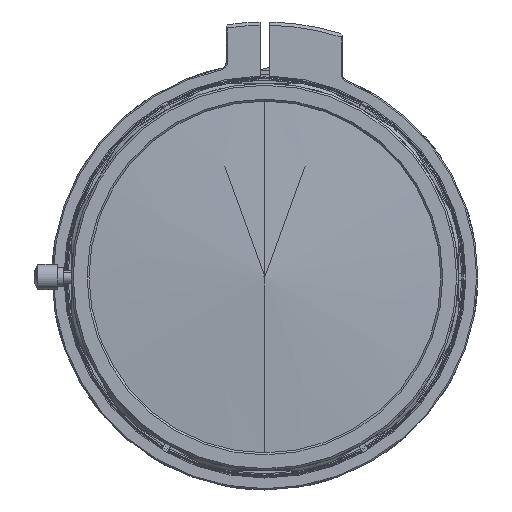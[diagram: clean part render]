
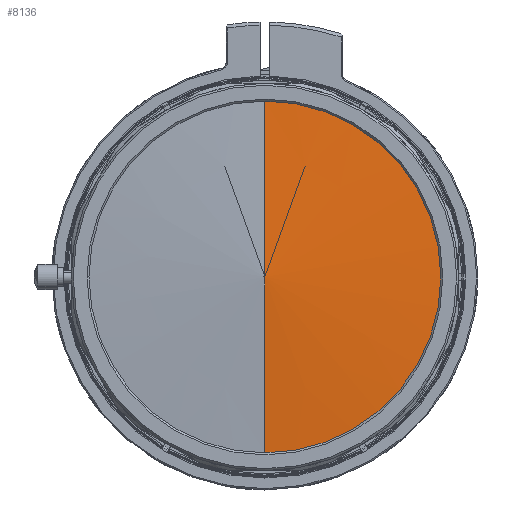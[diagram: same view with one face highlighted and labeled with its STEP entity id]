
A CAD part, left-side view. The second image highlights one B-rep face of the part: STEP entity #8136.
In plain terms, the highlighted conical face has half-angle 86.303 degrees and reference radius 28.908 mm.
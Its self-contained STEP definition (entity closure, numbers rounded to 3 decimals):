
#656 = FACE_OUTER_BOUND ( 'NONE', #2086, .T. ) ;
#1031 = CARTESIAN_POINT ( 'NONE',  ( 1.761, 0., 0. ) ) ;
#1077 = CONICAL_SURFACE ( 'NONE', #14732, 28.908, 1.506 ) ;
#1973 = ORIENTED_EDGE ( 'NONE', *, *, #15461, .F. ) ;
#2086 = EDGE_LOOP ( 'NONE', ( #1973, #9499, #13762 ) ) ;
#2180 = AXIS2_PLACEMENT_3D ( 'NONE', #1031, #13019, #8996 ) ;
#3223 = VECTOR ( 'NONE', #14359, 1000. ) ;
#3889 = CIRCLE ( 'NONE', #2180, 27.25 ) ;
#5424 = VECTOR ( 'NONE', #10583, 1000. ) ;
#5613 = VERTEX_POINT ( 'NONE', #15768 ) ;
#5639 = EDGE_CURVE ( 'NONE', #9564, #5613, #3889, .T. ) ;
#6001 = DIRECTION ( 'NONE',  ( 0., 0., -1. ) ) ;
#6578 = EDGE_CURVE ( 'NONE', #9742, #5613, #16620, .T. ) ;
#7021 = CARTESIAN_POINT ( 'NONE',  ( 0., 0., 0. ) ) ;
#7171 = CARTESIAN_POINT ( 'NONE',  ( 1.868, 0., 0. ) ) ;
#8136 = ADVANCED_FACE ( 'NONE', ( #656 ), #1077, .T. ) ;
#8996 = DIRECTION ( 'NONE',  ( 0., 0., -1. ) ) ;
#9499 = ORIENTED_EDGE ( 'NONE', *, *, #6578, .T. ) ;
#9564 = VERTEX_POINT ( 'NONE', #10985 ) ;
#9742 = VERTEX_POINT ( 'NONE', #7021 ) ;
#10583 = DIRECTION ( 'NONE',  ( 0.064, 0., 0.998 ) ) ;
#10985 = CARTESIAN_POINT ( 'NONE',  ( 1.761, 0., 27.25 ) ) ;
#11209 = DIRECTION ( 'NONE',  ( 1., 0., 0. ) ) ;
#11661 = CARTESIAN_POINT ( 'NONE',  ( 1.868, 0., -28.908 ) ) ;
#13019 = DIRECTION ( 'NONE',  ( 1., 0., 0. ) ) ;
#13762 = ORIENTED_EDGE ( 'NONE', *, *, #5639, .F. ) ;
#14359 = DIRECTION ( 'NONE',  ( 0.064, 0., -0.998 ) ) ;
#14553 = CARTESIAN_POINT ( 'NONE',  ( 1.868, 0., 28.908 ) ) ;
#14732 = AXIS2_PLACEMENT_3D ( 'NONE', #7171, #11209, #6001 ) ;
#14833 = LINE ( 'NONE', #14553, #5424 ) ;
#15461 = EDGE_CURVE ( 'NONE', #9742, #9564, #14833, .T. ) ;
#15768 = CARTESIAN_POINT ( 'NONE',  ( 1.761, 0., -27.25 ) ) ;
#16620 = LINE ( 'NONE', #11661, #3223 ) ;
